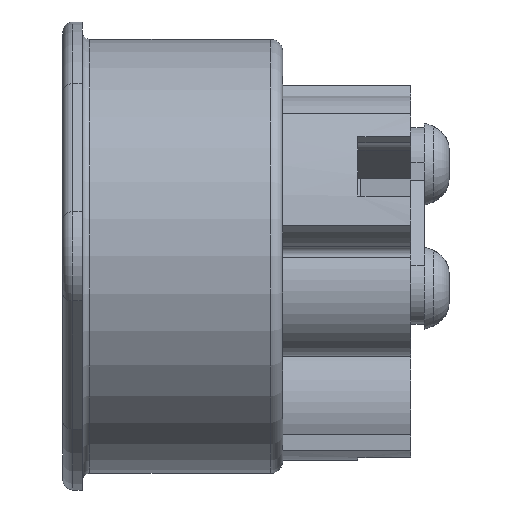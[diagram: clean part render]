
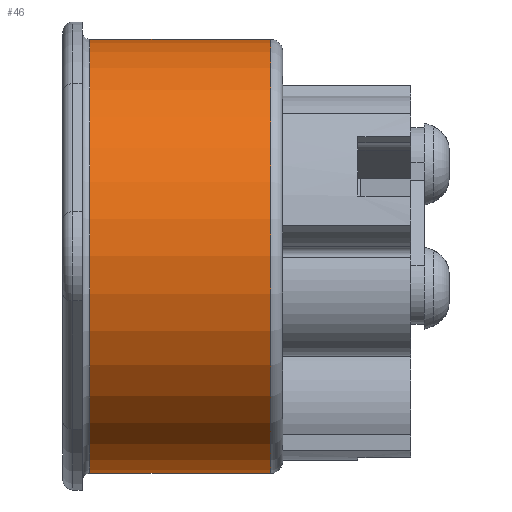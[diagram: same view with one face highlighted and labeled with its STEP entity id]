
A CAD part, left-side view. The second image highlights one B-rep face of the part: STEP entity #46.
In plain terms, the highlighted cylindrical face has radius 22.784 mm (diameter 45.568 mm), a partial arc.
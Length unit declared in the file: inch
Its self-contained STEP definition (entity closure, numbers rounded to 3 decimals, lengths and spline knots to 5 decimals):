
#46 = ADVANCED_FACE ( 'NONE', ( #4180 ), #9751, .T. ) ;
#197 = CARTESIAN_POINT ( 'NONE',  ( 0., -0.08, 0.897 ) ) ;
#271 = DIRECTION ( 'NONE',  ( 0., 0., -1. ) ) ;
#475 = VERTEX_POINT ( 'NONE', #648 ) ;
#528 = VERTEX_POINT ( 'NONE', #4132 ) ;
#648 = CARTESIAN_POINT ( 'NONE',  ( 0., -0.858, 0.897 ) ) ;
#779 = AXIS2_PLACEMENT_3D ( 'NONE', #5564, #4585, #271 ) ;
#1381 = CARTESIAN_POINT ( 'NONE',  ( 0., -0.111, -0.897 ) ) ;
#1386 = EDGE_CURVE ( 'NONE', #8805, #6311, #3701, .T. ) ;
#1600 = DIRECTION ( 'NONE',  ( 0., 0., -1. ) ) ;
#1643 = DIRECTION ( 'NONE',  ( 0., 1., 0. ) ) ;
#1921 = ORIENTED_EDGE ( 'NONE', *, *, #1386, .T. ) ;
#2930 = EDGE_CURVE ( 'NONE', #6311, #475, #5593, .T. ) ;
#3701 = LINE ( 'NONE', #6628, #10487 ) ;
#4132 = CARTESIAN_POINT ( 'NONE',  ( 0., -0.111, 0.897 ) ) ;
#4180 = FACE_OUTER_BOUND ( 'NONE', #11246, .T. ) ;
#4376 = EDGE_CURVE ( 'NONE', #528, #8805, #5197, .T. ) ;
#4484 = ORIENTED_EDGE ( 'NONE', *, *, #2930, .T. ) ;
#4585 = DIRECTION ( 'NONE',  ( 0., -1., 0. ) ) ;
#5104 = CARTESIAN_POINT ( 'NONE',  ( 0., -0.858, 0. ) ) ;
#5197 = CIRCLE ( 'NONE', #9877, 0.897 ) ;
#5361 = ORIENTED_EDGE ( 'NONE', *, *, #4376, .T. ) ;
#5564 = CARTESIAN_POINT ( 'NONE',  ( 0., -0.08, 0. ) ) ;
#5593 = CIRCLE ( 'NONE', #6604, 0.897 ) ;
#5910 = CARTESIAN_POINT ( 'NONE',  ( 0., -0.858, -0.897 ) ) ;
#6311 = VERTEX_POINT ( 'NONE', #5910 ) ;
#6604 = AXIS2_PLACEMENT_3D ( 'NONE', #5104, #1643, #1600 ) ;
#6628 = CARTESIAN_POINT ( 'NONE',  ( 0., -0.08, -0.897 ) ) ;
#7163 = EDGE_CURVE ( 'NONE', #528, #475, #8057, .T. ) ;
#7518 = ORIENTED_EDGE ( 'NONE', *, *, #7163, .F. ) ;
#7654 = CARTESIAN_POINT ( 'NONE',  ( 0., -0.111, 0. ) ) ;
#8057 = LINE ( 'NONE', #197, #8740 ) ;
#8241 = DIRECTION ( 'NONE',  ( 0., -1., 0. ) ) ;
#8534 = DIRECTION ( 'NONE',  ( 0., -1., 0. ) ) ;
#8740 = VECTOR ( 'NONE', #9058, 39.37008 ) ;
#8805 = VERTEX_POINT ( 'NONE', #1381 ) ;
#9058 = DIRECTION ( 'NONE',  ( 0., -1., 0. ) ) ;
#9389 = DIRECTION ( 'NONE',  ( 0., 0., -1. ) ) ;
#9751 = CYLINDRICAL_SURFACE ( 'NONE', #779, 0.897 ) ;
#9877 = AXIS2_PLACEMENT_3D ( 'NONE', #7654, #8534, #9389 ) ;
#10487 = VECTOR ( 'NONE', #8241, 39.37008 ) ;
#11246 = EDGE_LOOP ( 'NONE', ( #7518, #5361, #1921, #4484 ) ) ;
